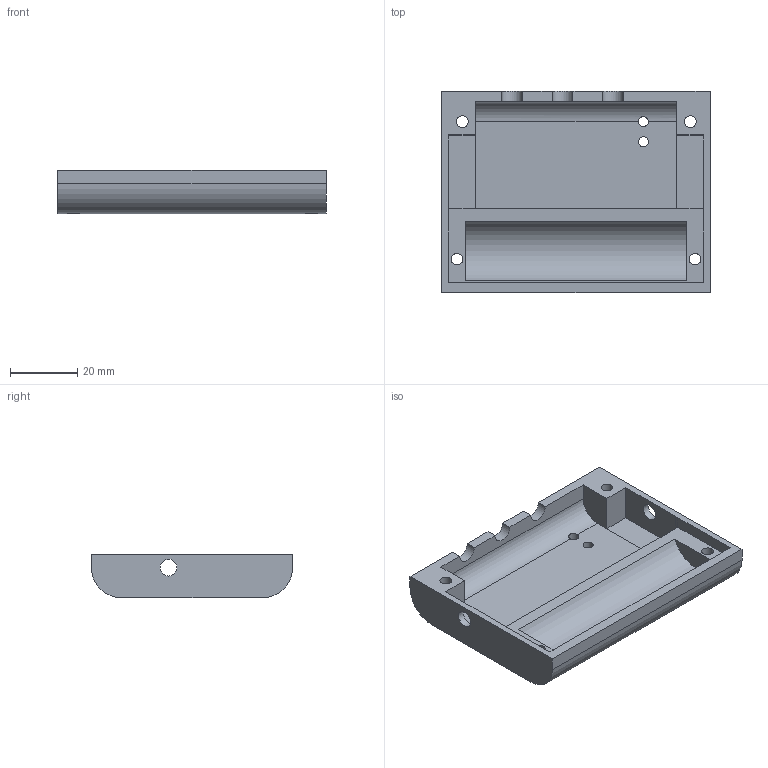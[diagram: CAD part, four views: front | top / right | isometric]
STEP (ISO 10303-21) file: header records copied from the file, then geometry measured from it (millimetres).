
FILE_DESCRIPTION(('FreeCAD Model'),'2;1');
FILE_NAME('Open CASCADE Shape Model','2024-09-09T17:55:55',(''),(''), 'Open CASCADE STEP processor 7.6','FreeCAD','Unknown');
FILE_SCHEMA(('AUTOMOTIVE_DESIGN { 1 0 10303 214 1 1 1 1 }'));
Length unit declared in the file: millimetre
Products named in the file (1): Body
Bounding box: 80 x 60 x 13 mm (x, y, z)
Volume: 23327.2 mm3; surface area: 15820 mm2
Topology: 1 solids, 1 shells, 52 faces, 149 edges, 98 vertices
Faces by surface type: plane 33, cylinder 19
Full cylindrical faces by diameter (mm): 3 x2, 3.5 x4, 5 x2, 5.5 x4
Entity records: 4196 total; most frequent: CARTESIAN_POINT 1180, DIRECTION 557, LINE 337, VECTOR 337, ORIENTED_EDGE 298, PCURVE 298, DEFINITIONAL_REPRESENTATION 298, EDGE_CURVE 149
